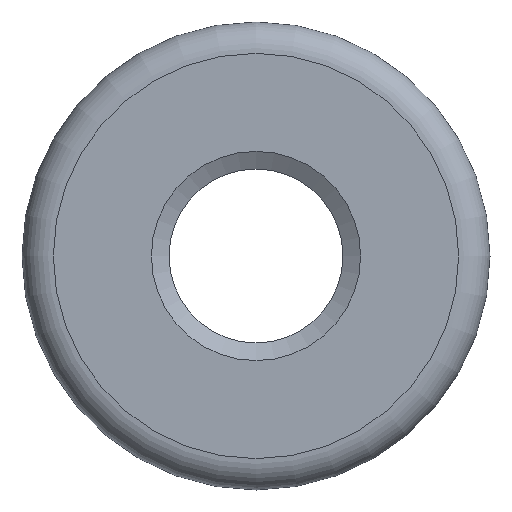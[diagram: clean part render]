
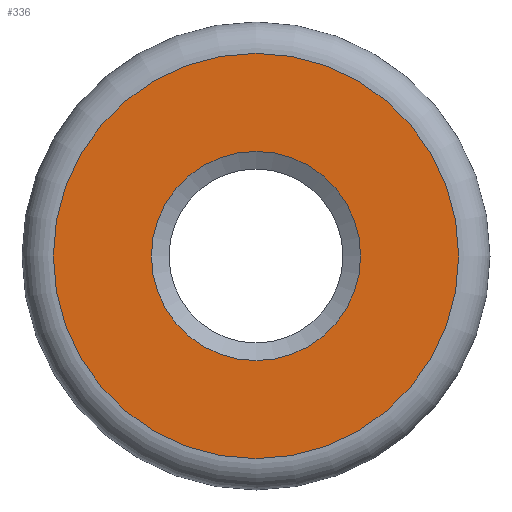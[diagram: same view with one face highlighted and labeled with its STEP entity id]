
A CAD part, left-side view. The second image highlights one B-rep face of the part: STEP entity #336.
In plain terms, the highlighted planar face has unit normal (-1, 0, 0).
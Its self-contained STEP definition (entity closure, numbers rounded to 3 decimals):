
#29=FACE_BOUND('',#76,.T.);
#31=PLANE('',#392);
#49=FACE_OUTER_BOUND('',#75,.T.);
#75=EDGE_LOOP('',(#246));
#76=EDGE_LOOP('',(#247));
#139=CIRCLE('',#391,4.);
#140=CIRCLE('',#393,7.75);
#160=VERTEX_POINT('',#560);
#161=VERTEX_POINT('',#564);
#188=EDGE_CURVE('',#160,#160,#139,.T.);
#190=EDGE_CURVE('',#161,#161,#140,.T.);
#246=ORIENTED_EDGE('',*,*,#190,.F.);
#247=ORIENTED_EDGE('',*,*,#188,.F.);
#336=ADVANCED_FACE('',(#49,#29),#31,.T.);
#391=AXIS2_PLACEMENT_3D('',#561,#455,#456);
#392=AXIS2_PLACEMENT_3D('',#563,#458,#459);
#393=AXIS2_PLACEMENT_3D('',#565,#460,#461);
#455=DIRECTION('center_axis',(-1.,0.,0.));
#456=DIRECTION('ref_axis',(0.,0.,-1.));
#458=DIRECTION('center_axis',(-1.,0.,0.));
#459=DIRECTION('ref_axis',(0.,0.,1.));
#460=DIRECTION('center_axis',(1.,0.,0.));
#461=DIRECTION('ref_axis',(0.,1.,0.));
#560=CARTESIAN_POINT('',(0.,0.,4.));
#561=CARTESIAN_POINT('Origin',(0.,0.,0.));
#563=CARTESIAN_POINT('Origin',(0.,3.875,0.));
#564=CARTESIAN_POINT('',(0.,0.,7.75));
#565=CARTESIAN_POINT('Origin',(0.,0.,0.));
